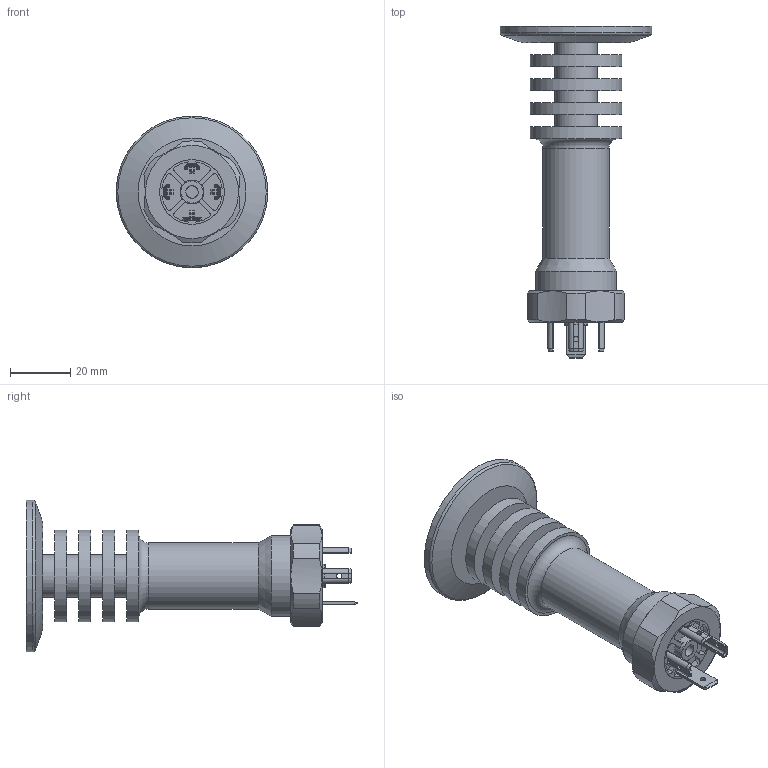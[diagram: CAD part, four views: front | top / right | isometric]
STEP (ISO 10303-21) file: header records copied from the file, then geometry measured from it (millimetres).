
FILE_DESCRIPTION( ( 'STEP for WEB' ), '1' );
FILE_NAME( 'PBMH_xxxxxxxx4483xxx.stp', '6.2.2019', ( 'bod' ), ( 'Baumer Electric AG, CH-8501 Frauenfeld' ), 'PSStep 19.0.9', 'SolidEdge ST9', ' ' );
FILE_SCHEMA( ( 'AUTOMOTIVE_DESIGN { 1 0 10303 214 1 1 1 1 }' ) );
Length unit declared in the file: millimetre
Products named in the file (1): 11090714
Bounding box: 50.5 x 110.5 x 50.5 mm (x, y, z)
Volume: 52886 mm3; surface area: 17966.1 mm2
Topology: 1 solids, 1 shells, 289 faces, 856 edges, 572 vertices
Faces by surface type: plane 171, cylinder 88, cone 18, bspline 6, torus 6
Full cylindrical faces by diameter (mm): 1.8 x4, 4.1 x1, 7.8 x1, 14 x4, 21.5 x1, 22 x1, 27 x1, 30.5 x4, 50.5 x1
Entity records: 13315 total; most frequent: CARTESIAN_POINT 3907, ORIENTED_EDGE 1634, DIRECTION 1166, EDGE_CURVE 817, VERTEX_POINT 563, LINE 484, VECTOR 484, AXIS2_PLACEMENT_3D 341
